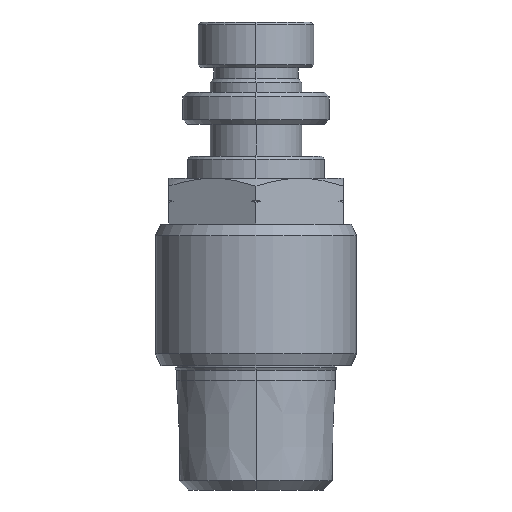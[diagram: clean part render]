
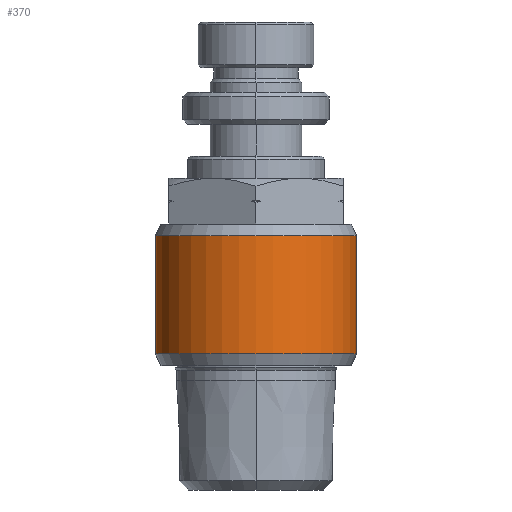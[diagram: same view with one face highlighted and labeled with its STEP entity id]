
A CAD part, front view. The second image highlights one B-rep face of the part: STEP entity #370.
In plain terms, the highlighted cylindrical face has radius 11 mm (diameter 22 mm), a partial arc.
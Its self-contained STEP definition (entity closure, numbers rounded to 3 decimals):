
#329=CARTESIAN_POINT('',(0.0,0.0,-4.45));
#330=DIRECTION('',(0.0,0.0,1.0));
#331=DIRECTION('',(1.0,0.0,0.0));
#332=AXIS2_PLACEMENT_3D('',#329,#330,#331);
#333=CYLINDRICAL_SURFACE('',#332,11.0);
#334=CARTESIAN_POINT('',(11.0,0.0,9.763));
#335=VERTEX_POINT('',#334);
#336=CARTESIAN_POINT('',(11.0,0.,-3.163));
#337=VERTEX_POINT('',#336);
#338=CARTESIAN_POINT('',(11.0,0.0,9.763));
#339=DIRECTION('',(0.0,0.0,-1.0));
#340=VECTOR('',#339,12.927);
#341=LINE('',#338,#340);
#342=EDGE_CURVE('',#335,#337,#341,.T.);
#343=ORIENTED_EDGE('',*,*,#342,.F.);
#344=CARTESIAN_POINT('',(-11.0,0.,9.763));
#345=VERTEX_POINT('',#344);
#346=CARTESIAN_POINT('',(0.0,0.0,9.763));
#347=DIRECTION('',(0.0,0.0,1.0));
#348=DIRECTION('',(-1.0,0.0,0.0));
#349=AXIS2_PLACEMENT_3D('',#346,#347,#348);
#350=CIRCLE('',#349,11.0);
#351=EDGE_CURVE('',#345,#335,#350,.T.);
#352=ORIENTED_EDGE('',*,*,#351,.F.);
#353=CARTESIAN_POINT('',(-11.0,0.0,-3.163));
#354=VERTEX_POINT('',#353);
#355=CARTESIAN_POINT('',(-11.0,0.,9.763));
#356=DIRECTION('',(0.0,0.0,-1.0));
#357=VECTOR('',#356,12.927);
#358=LINE('',#355,#357);
#359=EDGE_CURVE('',#345,#354,#358,.T.);
#360=ORIENTED_EDGE('',*,*,#359,.T.);
#361=CARTESIAN_POINT('',(0.0,0.0,-3.163));
#362=DIRECTION('',(0.0,0.0,-1.0));
#363=DIRECTION('',(-1.0,0.0,0.0));
#364=AXIS2_PLACEMENT_3D('',#361,#362,#363);
#365=CIRCLE('',#364,11.0);
#366=EDGE_CURVE('',#337,#354,#365,.T.);
#367=ORIENTED_EDGE('',*,*,#366,.F.);
#368=EDGE_LOOP('',(#343,#352,#360,#367));
#369=FACE_OUTER_BOUND('',#368,.T.);
#370=ADVANCED_FACE('',(#369),#333,.T.);
